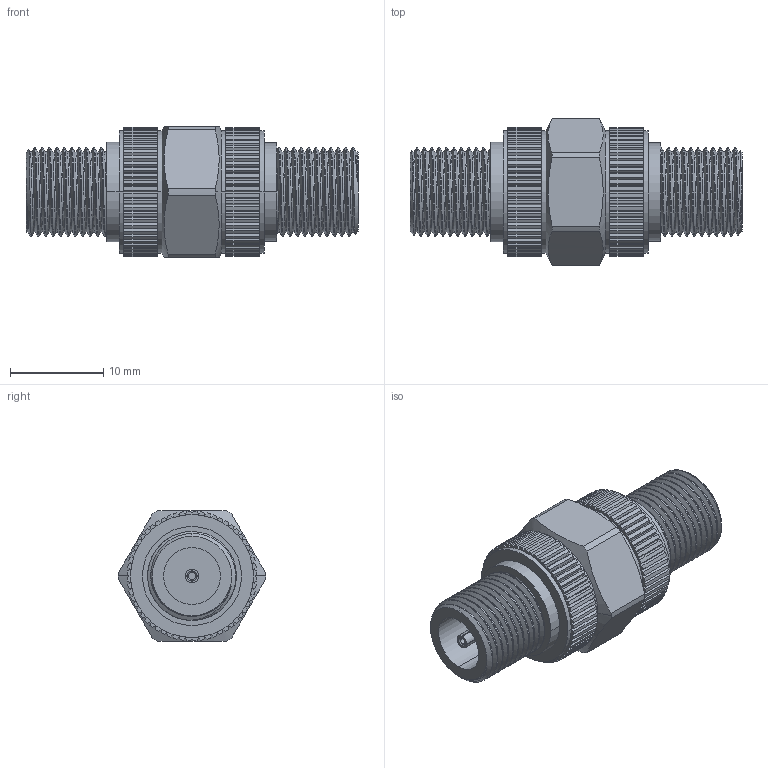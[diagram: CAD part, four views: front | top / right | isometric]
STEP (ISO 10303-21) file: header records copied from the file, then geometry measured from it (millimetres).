
FILE_DESCRIPTION (( 'STEP AP214' ), '1' );
FILE_NAME ('FMSC3005_3D.step', '2024-07-12T15:08:42', ( '' ), ( '' ), 'SwSTEP 2.0', 'SolidWorks 2022', '' );
FILE_SCHEMA (( 'AUTOMOTIVE_DESIGN' ));
Length unit declared in the file: inch
Products named in the file (1): FMSC3005_3D
Bounding box: 35.6 x 15.8 x 14 mm (x, y, z)
Volume: 3272.9 mm3; surface area: 2535.1 mm2
Topology: 1 solids, 1 shells, 511 faces, 1483 edges, 986 vertices
Faces by surface type: plane 292, cylinder 195, cone 18, bspline 6
Entity records: 22694 total; most frequent: CARTESIAN_POINT 9194, ORIENTED_EDGE 2966, DIRECTION 2713, EDGE_CURVE 1483, VECTOR 993, LINE 993, VERTEX_POINT 986, AXIS2_PLACEMENT_3D 860
